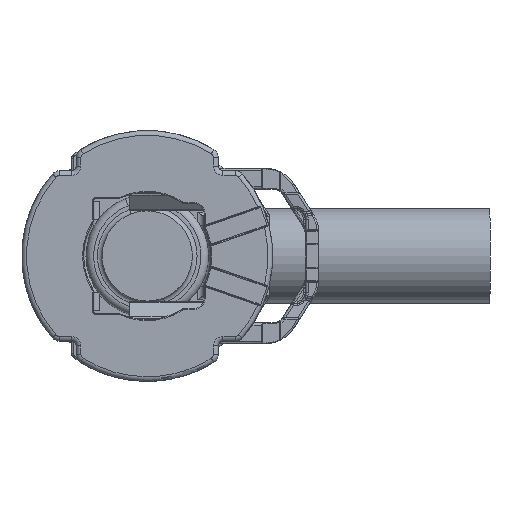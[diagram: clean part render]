
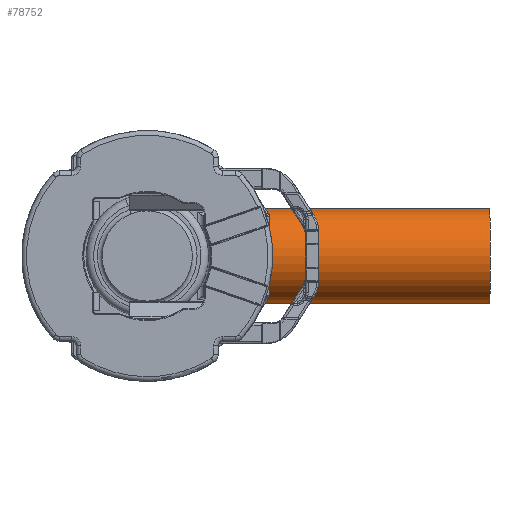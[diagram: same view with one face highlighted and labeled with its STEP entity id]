
A CAD part, left-side view. The second image highlights one B-rep face of the part: STEP entity #78752.
In plain terms, the highlighted cylindrical face has radius 5 mm (diameter 10 mm), a partial arc.
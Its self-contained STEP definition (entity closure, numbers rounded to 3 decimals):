
#78699=AXIS2_PLACEMENT_3D('Cylinder Axis2P3D',#78696,#78697,#78698) ;
#78738=AXIS2_PLACEMENT_3D('Circle Axis2P3D',#78736,#78737,$) ;
#78743=AXIS2_PLACEMENT_3D('Circle Axis2P3D',#78741,#78742,$) ;
#78696=CARTESIAN_POINT('Axis2P3D Location',(22.2,-23.7,0.)) ;
#78705=CARTESIAN_POINT('Vertex',(22.2,-36.2,-5.)) ;
#78707=CARTESIAN_POINT('Vertex',(22.2,-36.2,5.)) ;
#78710=CARTESIAN_POINT('Line Origine',(22.2,-23.7,-5.)) ;
#78714=CARTESIAN_POINT('Vertex',(22.2,-11.2,-5.)) ;
#78721=CARTESIAN_POINT('Vertex',(22.2,-11.2,5.)) ;
#78724=CARTESIAN_POINT('Line Origine',(22.2,-23.7,5.)) ;
#78736=CARTESIAN_POINT('Axis2P3D Location',(22.2,-36.2,0.)) ;
#78741=CARTESIAN_POINT('Axis2P3D Location',(22.2,-11.2,0.)) ;
#78697=DIRECTION('Axis2P3D Direction',(0.,-1.,0.)) ;
#78698=DIRECTION('Axis2P3D XDirection',(0.,0.,-1.)) ;
#78711=DIRECTION('Vector Direction',(0.,-1.,0.)) ;
#78725=DIRECTION('Vector Direction',(0.,-1.,0.)) ;
#78737=DIRECTION('Axis2P3D Direction',(0.,-1.,0.)) ;
#78742=DIRECTION('Axis2P3D Direction',(0.,-1.,0.)) ;
#78712=VECTOR('Line Direction',#78711,1.) ;
#78726=VECTOR('Line Direction',#78725,1.) ;
#78747=ORIENTED_EDGE('',*,*,#78740,.F.) ;
#78748=ORIENTED_EDGE('',*,*,#78728,.T.) ;
#78749=ORIENTED_EDGE('',*,*,#78745,.T.) ;
#78750=ORIENTED_EDGE('',*,*,#78716,.F.) ;
#78752=ADVANCED_FACE(' Hose NW4 100000871668_PRT_000_00.1\\Hose NW4',(#78751),#78700,.T.) ;
#78739=CIRCLE('generated circle',#78738,5.) ;
#78744=CIRCLE('generated circle',#78743,5.) ;
#78700=CYLINDRICAL_SURFACE('generated cylinder',#78699,5.) ;
#78716=EDGE_CURVE('',#78706,#78715,#78713,.F.) ;
#78728=EDGE_CURVE('',#78708,#78722,#78727,.F.) ;
#78740=EDGE_CURVE('',#78708,#78706,#78739,.T.) ;
#78745=EDGE_CURVE('',#78722,#78715,#78744,.T.) ;
#78746=EDGE_LOOP('',(#78747,#78748,#78749,#78750)) ;
#78751=FACE_OUTER_BOUND('',#78746,.T.) ;
#78713=LINE('Line',#78710,#78712) ;
#78727=LINE('Line',#78724,#78726) ;
#78706=VERTEX_POINT('',#78705) ;
#78708=VERTEX_POINT('',#78707) ;
#78715=VERTEX_POINT('',#78714) ;
#78722=VERTEX_POINT('',#78721) ;
